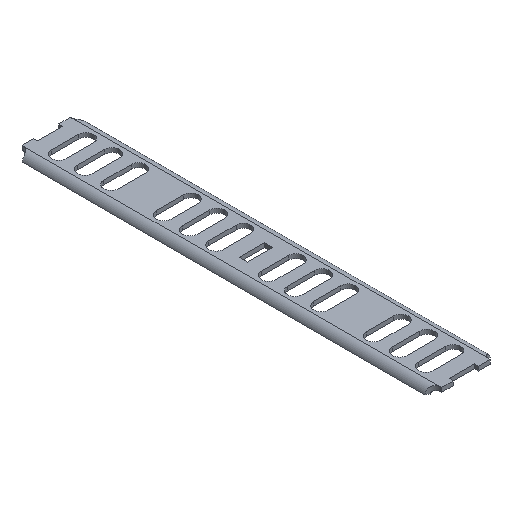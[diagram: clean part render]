
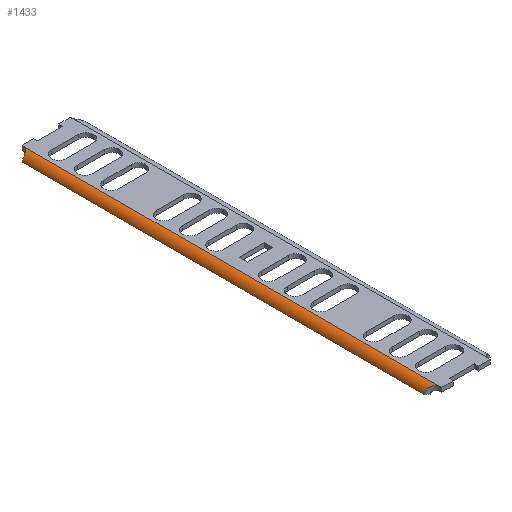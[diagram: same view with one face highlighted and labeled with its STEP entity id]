
A CAD part, isometric view. The second image highlights one B-rep face of the part: STEP entity #1433.
In plain terms, the highlighted cylindrical face has radius 4 mm (diameter 8 mm), a partial arc.
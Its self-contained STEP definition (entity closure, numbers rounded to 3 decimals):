
#1=DIRECTION('',(0.,1.,0.));
#2=VECTOR('',#1,198.);
#3=CARTESIAN_POINT('',(-11.627,-99.,0.));
#4=LINE('',#3,#2);
#289=CARTESIAN_POINT('',(-15.5,-96.,-3.));
#290=CARTESIAN_POINT('',(-15.413,-96.,-2.664));
#291=CARTESIAN_POINT('',(-15.156,-96.004,
-2.033));
#292=CARTESIAN_POINT('',(-14.591,-96.087,
-1.261));
#293=CARTESIAN_POINT('',(-13.9,-96.306,
-0.67));
#294=CARTESIAN_POINT('',(-13.168,-96.711,
-0.282));
#295=CARTESIAN_POINT('',(-12.497,-97.307,
-0.079));
#296=CARTESIAN_POINT('',(-11.953,-98.07,
-0.005));
#297=CARTESIAN_POINT('',(-11.712,-98.672,0.));
#298=CARTESIAN_POINT('',(-11.627,-99.,0.));
#589=CARTESIAN_POINT('',(-15.5,96.,-3.));
#590=CARTESIAN_POINT('',(-15.408,96.,-2.644));
#591=CARTESIAN_POINT('',(-15.14,96.006,-2.003));
#592=CARTESIAN_POINT('',(-14.56,96.093,-1.228));
#593=CARTESIAN_POINT('',(-13.871,96.319,
-0.653));
#594=CARTESIAN_POINT('',(-13.154,96.723,
-0.278));
#595=CARTESIAN_POINT('',(-12.496,97.308,
-0.08));
#596=CARTESIAN_POINT('',(-11.959,98.06,
-0.004));
#597=CARTESIAN_POINT('',(-11.712,98.673,0.));
#598=CARTESIAN_POINT('',(-11.627,99.,0.));
#717=DIRECTION('',(0.,-1.,0.));
#718=VECTOR('',#717,192.);
#719=CARTESIAN_POINT('',(-15.5,96.,-3.));
#720=LINE('',#719,#718);
#1133=VERTEX_POINT('',#589);
#1134=VERTEX_POINT('',#598);
#1135=VERTEX_POINT('',#289);
#1136=VERTEX_POINT('',#298);
#1419=CARTESIAN_POINT('',(-11.627,0.,-4.));
#1420=DIRECTION('',(0.,1.,0.));
#1421=DIRECTION('',(-0.968,0.,0.25));
#1422=AXIS2_PLACEMENT_3D('',#1419,#1420,#1421);
#1423=CYLINDRICAL_SURFACE('',#1422,4.);
#1424=ORIENTED_EDGE('',*,*,#1254,.F.);
#1426=ORIENTED_EDGE('',*,*,#1425,.F.);
#1428=ORIENTED_EDGE('',*,*,#1427,.F.);
#1430=ORIENTED_EDGE('',*,*,#1429,.T.);
#1431=EDGE_LOOP('',(#1424,#1426,#1428,#1430));
#1432=FACE_OUTER_BOUND('',#1431,.F.);
#1433=ADVANCED_FACE('',(#1432),#1423,.T.);
#299=B_SPLINE_CURVE_WITH_KNOTS('',3,(#289,#290,#291,#292,#293,#294,#295,#296,
#297,#298),.UNSPECIFIED.,.F.,.F.,(4,1,1,1,1,1,1,4),(0.,0.143,
0.286,0.429,0.571,0.714,
0.857,1.),.UNSPECIFIED.);
#599=B_SPLINE_CURVE_WITH_KNOTS('',3,(#589,#590,#591,#592,#593,#594,#595,#596,
#597,#598),.UNSPECIFIED.,.F.,.F.,(4,1,1,1,1,1,1,4),(0.,0.143,
0.286,0.429,0.571,0.714,
0.857,1.),.UNSPECIFIED.);
#1254=EDGE_CURVE('',#1136,#1134,#4,.T.);
#1425=EDGE_CURVE('',#1135,#1136,#299,.T.);
#1427=EDGE_CURVE('',#1133,#1135,#720,.T.);
#1429=EDGE_CURVE('',#1133,#1134,#599,.T.);
